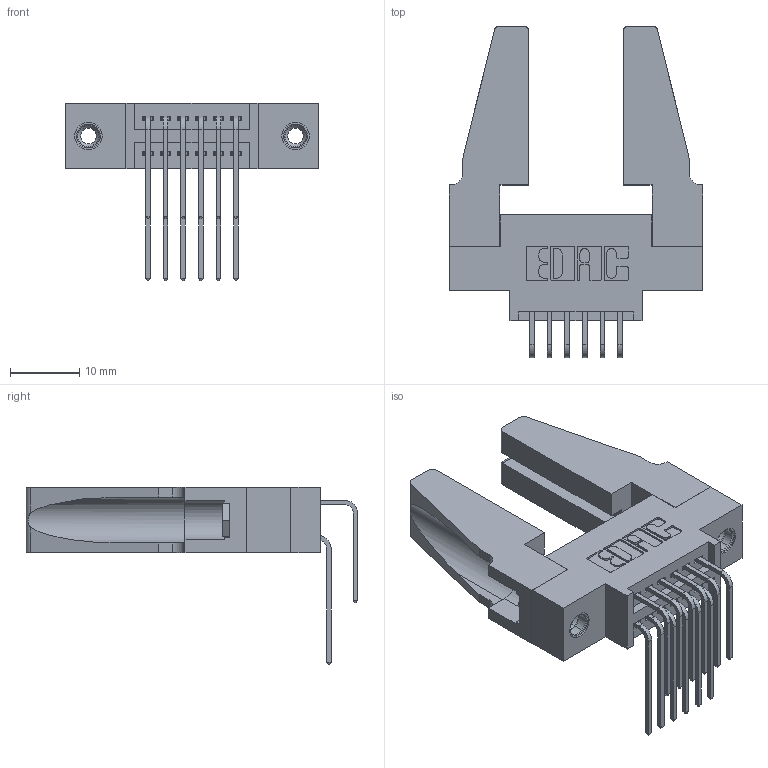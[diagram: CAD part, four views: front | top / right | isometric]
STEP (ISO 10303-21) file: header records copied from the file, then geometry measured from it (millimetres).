
FILE_DESCRIPTION (( 'STEP AP203' ), '1' );
FILE_NAME ('345-012-559-888.STEP', '2019-10-26T17:10:52', ( '' ), ( '' ), 'SwSTEP 2.0', 'SolidWorks 2016', '' );
FILE_SCHEMA (( 'CONFIG_CONTROL_DESIGN' ));
Length unit declared in the file: inch
Products named in the file (6): 345-250-001_345-250-001-102; 345 Part_0.170 Offset - 0.156 Dia-TH; 345-292-001_558 559 Tail - 1; 345-220-078_345-220-088; 345-012-559-888; 345-292-001_559 Tail - 2
Assembly tree (17 placements, depth 2):
  345-012-559-888
    345 Part_0.170 Offset - 0.156 Dia-TH
    345-292-001_558 559 Tail - 1  x6
    345-292-001_559 Tail - 2  x6
    345-250-001_345-250-001-102  x2
    345-220-078_345-220-088  x2
Bounding box: 36.47 x 47.74 x 25.53 mm (x, y, z)
Volume: 6417.3 mm3; surface area: 7572 mm2
Topology: 17 solids, 17 shells, 878 faces, 2527 edges, 1658 vertices
Faces by surface type: plane 576, cylinder 286, cone 12, torus 4
Entity records: 13486 total; most frequent: CARTESIAN_POINT 2337, ORIENTED_EDGE 2180, DIRECTION 2082, EDGE_CURVE 1090, VECTOR 852, LINE 852, VERTEX_POINT 718, AXIS2_PLACEMENT_3D 615
